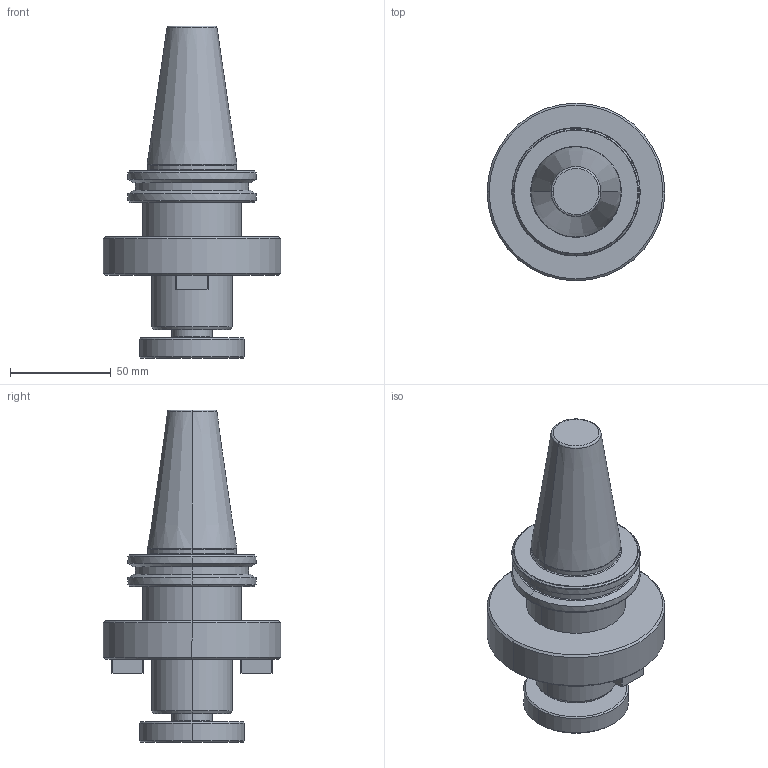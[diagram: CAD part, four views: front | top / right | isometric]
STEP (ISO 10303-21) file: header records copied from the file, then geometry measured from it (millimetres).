
FILE_DESCRIPTION (( 'STEP AP203' ), '1' );
FILE_NAME ('SK40 FMH40 055 AD-6.3G15000 SL SP.S.STEP', '2019-05-02T04:22:18', ( '' ), ( '' ), 'SwSTEP 2.0', 'SolidWorks 2014', '' );
FILE_SCHEMA (( 'CONFIG_CONTROL_DESIGN' ));
Length unit declared in the file: millimetre
Products named in the file (1): SK40 FMH40 055 AD-6.3G15000 SL SP.S
Bounding box: 88 x 88 x 164.4 mm (x, y, z)
Volume: 324117.8 mm3; surface area: 42400.6 mm2
Topology: 1 solids, 1 shells, 115 faces, 275 edges, 172 vertices
Faces by surface type: plane 36, cone 27, bspline 18, cylinder 18, torus 16
Entity records: 4392 total; most frequent: CARTESIAN_POINT 1709, ORIENTED_EDGE 550, DIRECTION 543, EDGE_CURVE 275, AXIS2_PLACEMENT_3D 216, VERTEX_POINT 172, EDGE_LOOP 125, CIRCLE 118
